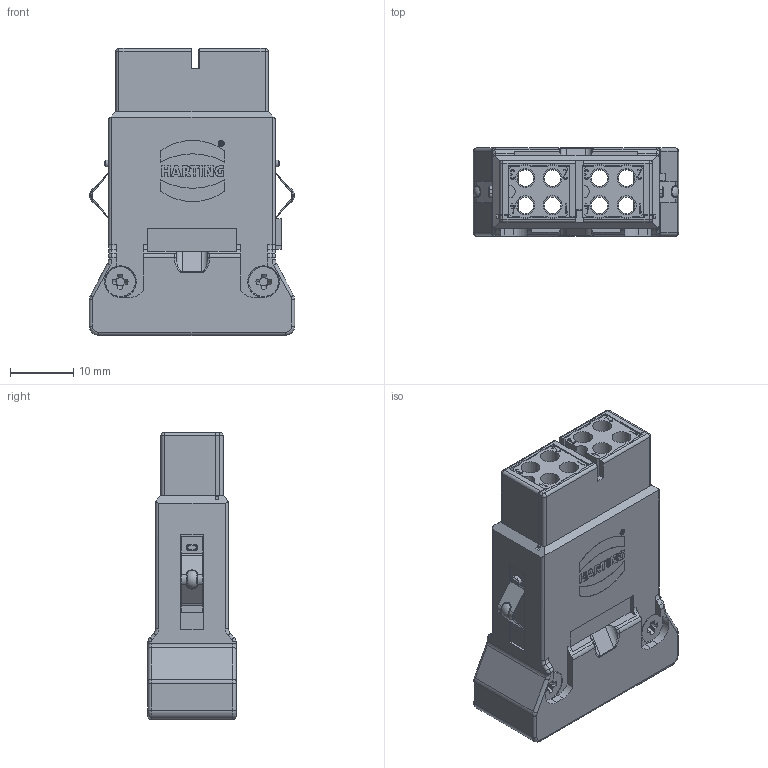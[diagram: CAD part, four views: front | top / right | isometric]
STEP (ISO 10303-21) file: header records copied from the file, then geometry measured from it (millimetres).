
FILE_DESCRIPTION(/* description */ (''),/* implementation_level */ '2;1');
FILE_NAME(/* name */ '100230088ugm000_c.stp',/* time_stamp */ '2017-11-17T13:58:50+01:00',/* author */ (''),/* organization */ (''),/* preprocessor_version */ 'ST-DEVELOPER v16',/* originating_system */ 'SIEMENS PLM Software NX 10.0',/* authorisation */ '');
FILE_SCHEMA (('AUTOMOTIVE_DESIGN { 1 0 10303 214 3 1 1 1 }'));
Length unit declared in the file: millimetre
Products named in the file (1): 100230088ugm000_c
Bounding box: 32.4 x 13.9 x 45.3 mm (x, y, z)
Volume: 8624.5 mm3; surface area: 13307.5 mm2
Topology: 1 solids, 3 shells, 927 faces, 2547 edges, 1759 vertices
Faces by surface type: plane 570, cylinder 235, bspline 66, cone 30, sphere 12, extrusion 6, torus 4, revolution 4
Full cylindrical faces by diameter (mm): 0.671 x1, 0.984 x1, 1.9 x2, 2.2 x2, 2.3 x2, 2.6 x10, 2.8 x2, 3 x8, 3.7 x8, 3.75 x8, 4.3 x2, 5 x2
Entity records: 33264 total; most frequent: CARTESIAN_POINT 7536, ORIENTED_EDGE 4748, DIRECTION 4620, EDGE_CURVE 2374, VECTOR 1744, LINE 1738, VERTEX_POINT 1577, AXIS2_PLACEMENT_3D 1436
